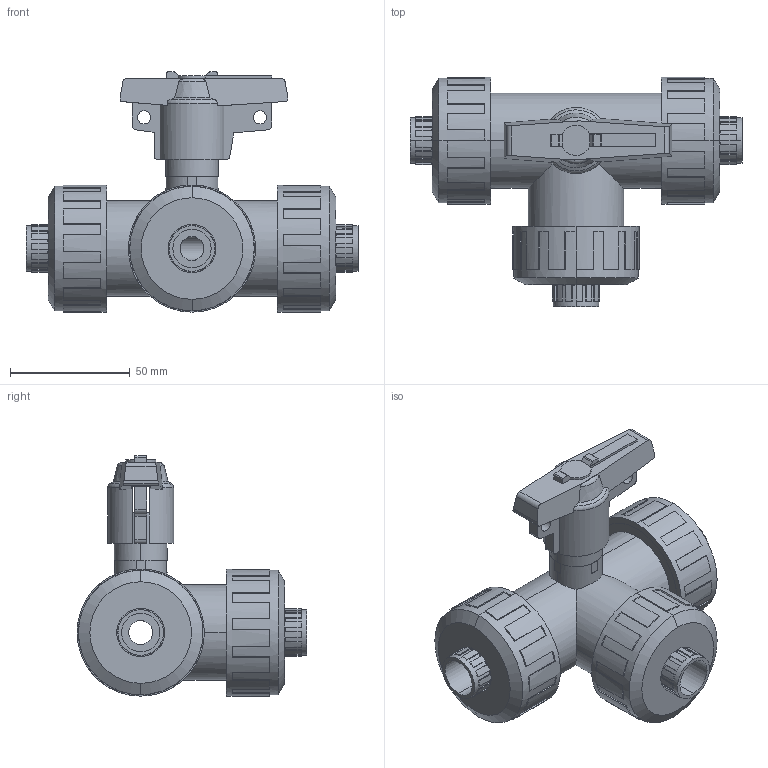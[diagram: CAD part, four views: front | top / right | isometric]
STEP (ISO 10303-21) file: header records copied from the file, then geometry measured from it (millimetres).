
FILE_DESCRIPTION(('STEP AP214'),'1');
FILE_NAME('cctmp_81FA8DC2-12FB-4A3E-8DDF-1916AB3649B0_2021_10_21_10_44_39_0724..stp','2021-10-21T08:44:40',('Praher Valves GmbH'),('CADClick - www.CADClick.com'),'Spatial InterOp 3D',' ','unknown authorization');
FILE_SCHEMA(('AUTOMOTIVE_DESIGN'));
Length unit declared in the file: millimetre
Products named in the file (1): 120626
Bounding box: 138.5 x 95.8 x 100.17 mm (x, y, z)
Volume: 285509.7 mm3; surface area: 76506.3 mm2
Topology: 1 solids, 1 shells, 559 faces, 1573 edges, 1038 vertices
Faces by surface type: plane 437, cylinder 96, cone 18, torus 8
Entity records: 23031 total; most frequent: CARTESIAN_POINT 3618, DIRECTION 3204, ORIENTED_EDGE 3146, EDGE_CURVE 1573, AXIS2_PLACEMENT_3D 1117, VERTEX_POINT 1038, LINE 970, VECTOR 970
